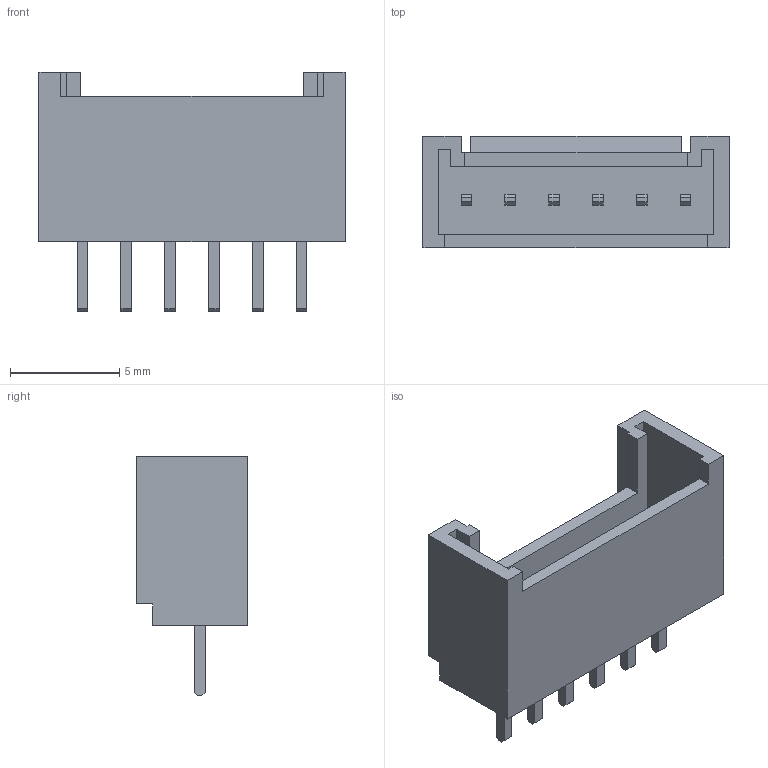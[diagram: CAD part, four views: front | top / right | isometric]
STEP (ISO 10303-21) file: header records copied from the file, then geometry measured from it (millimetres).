
FILE_DESCRIPTION (( 'STEP AP214' ), '1' );
FILE_NAME ('User Library-20037WR_04.STEP', '2017-12-02T15:14:08', ( 'Registered User' ), ( 'Microsoft Corporation' ), 'SwSTEP 2.0', 'SolidWorks 2017', '' );
FILE_SCHEMA (( 'AUTOMOTIVE_DESIGN' ));
Length unit declared in the file: millimetre
Products named in the file (1): User Library-20037WR_04
Bounding box: 13.98 x 5.1 x 10.95 mm (x, y, z)
Volume: 240.9 mm3; surface area: 665 mm2
Topology: 7 solids, 7 shells, 93 faces, 235 edges, 156 vertices
Faces by surface type: plane 93
Entity records: 3184 total; most frequent: CARTESIAN_POINT 485, ORIENTED_EDGE 470, DIRECTION 423, LINE 235, VECTOR 235, EDGE_CURVE 235, VERTEX_POINT 156, AXIS2_PLACEMENT_3D 94
